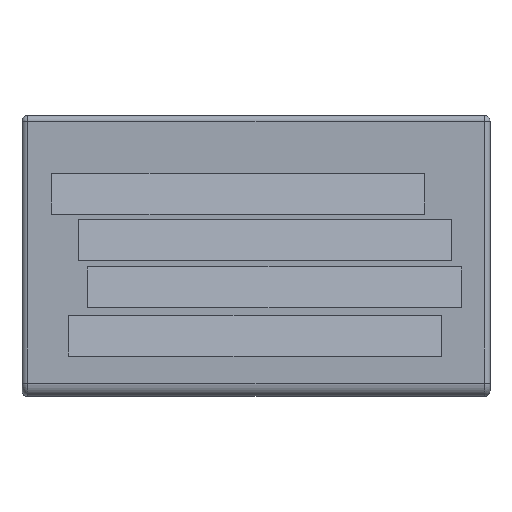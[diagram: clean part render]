
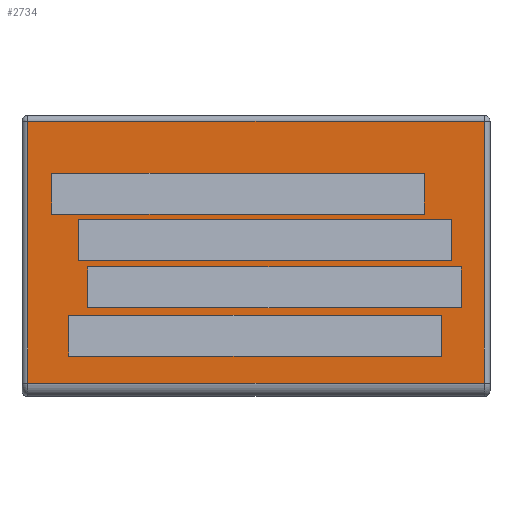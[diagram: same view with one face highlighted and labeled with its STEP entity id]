
A CAD part, top view. The second image highlights one B-rep face of the part: STEP entity #2734.
In plain terms, the highlighted planar face has unit normal (0, 0, 1).
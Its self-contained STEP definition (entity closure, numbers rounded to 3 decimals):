
#57=FACE_BOUND('',#949,.T.);
#58=FACE_BOUND('',#950,.T.);
#59=FACE_BOUND('',#951,.T.);
#60=FACE_BOUND('',#952,.T.);
#114=PLANE('',#2920);
#208=LINE('',#4088,#458);
#217=LINE('',#4123,#467);
#219=LINE('',#4126,#469);
#223=LINE('',#4138,#473);
#225=LINE('',#4143,#475);
#226=LINE('',#4145,#476);
#227=LINE('',#4147,#477);
#228=LINE('',#4148,#478);
#229=LINE('',#4151,#479);
#230=LINE('',#4153,#480);
#231=LINE('',#4155,#481);
#232=LINE('',#4156,#482);
#233=LINE('',#4159,#483);
#234=LINE('',#4161,#484);
#235=LINE('',#4163,#485);
#236=LINE('',#4164,#486);
#237=LINE('',#4167,#487);
#238=LINE('',#4169,#488);
#239=LINE('',#4171,#489);
#240=LINE('',#4172,#490);
#458=VECTOR('',#3222,10.);
#467=VECTOR('',#3261,10.);
#469=VECTOR('',#3265,10.);
#473=VECTOR('',#3279,10.);
#475=VECTOR('',#3283,10.);
#476=VECTOR('',#3284,10.);
#477=VECTOR('',#3285,10.);
#478=VECTOR('',#3286,10.);
#479=VECTOR('',#3287,10.);
#480=VECTOR('',#3288,10.);
#481=VECTOR('',#3289,10.);
#482=VECTOR('',#3290,10.);
#483=VECTOR('',#3291,10.);
#484=VECTOR('',#3292,10.);
#485=VECTOR('',#3293,10.);
#486=VECTOR('',#3294,10.);
#487=VECTOR('',#3295,10.);
#488=VECTOR('',#3296,10.);
#489=VECTOR('',#3297,10.);
#490=VECTOR('',#3298,10.);
#783=FACE_OUTER_BOUND('',#948,.T.);
#948=EDGE_LOOP('',(#1977,#1978,#1979,#1980));
#949=EDGE_LOOP('',(#1981,#1982,#1983,#1984));
#950=EDGE_LOOP('',(#1985,#1986,#1987,#1988));
#951=EDGE_LOOP('',(#1989,#1990,#1991,#1992));
#952=EDGE_LOOP('',(#1993,#1994,#1995,#1996));
#1267=VERTEX_POINT('',#4074);
#1270=VERTEX_POINT('',#4081);
#1278=VERTEX_POINT('',#4110);
#1282=VERTEX_POINT('',#4119);
#1286=VERTEX_POINT('',#4141);
#1287=VERTEX_POINT('',#4142);
#1288=VERTEX_POINT('',#4144);
#1289=VERTEX_POINT('',#4146);
#1290=VERTEX_POINT('',#4149);
#1291=VERTEX_POINT('',#4150);
#1292=VERTEX_POINT('',#4152);
#1293=VERTEX_POINT('',#4154);
#1294=VERTEX_POINT('',#4157);
#1295=VERTEX_POINT('',#4158);
#1296=VERTEX_POINT('',#4160);
#1297=VERTEX_POINT('',#4162);
#1298=VERTEX_POINT('',#4165);
#1299=VERTEX_POINT('',#4166);
#1300=VERTEX_POINT('',#4168);
#1301=VERTEX_POINT('',#4170);
#1533=EDGE_CURVE('',#1267,#1270,#208,.T.);
#1550=EDGE_CURVE('',#1278,#1282,#217,.T.);
#1552=EDGE_CURVE('',#1282,#1267,#219,.T.);
#1558=EDGE_CURVE('',#1270,#1278,#223,.T.);
#1560=EDGE_CURVE('',#1286,#1287,#225,.T.);
#1561=EDGE_CURVE('',#1287,#1288,#226,.T.);
#1562=EDGE_CURVE('',#1288,#1289,#227,.T.);
#1563=EDGE_CURVE('',#1289,#1286,#228,.T.);
#1564=EDGE_CURVE('',#1290,#1291,#229,.T.);
#1565=EDGE_CURVE('',#1291,#1292,#230,.T.);
#1566=EDGE_CURVE('',#1292,#1293,#231,.T.);
#1567=EDGE_CURVE('',#1293,#1290,#232,.T.);
#1568=EDGE_CURVE('',#1294,#1295,#233,.T.);
#1569=EDGE_CURVE('',#1295,#1296,#234,.T.);
#1570=EDGE_CURVE('',#1296,#1297,#235,.T.);
#1571=EDGE_CURVE('',#1297,#1294,#236,.T.);
#1572=EDGE_CURVE('',#1298,#1299,#237,.T.);
#1573=EDGE_CURVE('',#1299,#1300,#238,.T.);
#1574=EDGE_CURVE('',#1300,#1301,#239,.T.);
#1575=EDGE_CURVE('',#1301,#1298,#240,.T.);
#1977=ORIENTED_EDGE('',*,*,#1533,.F.);
#1978=ORIENTED_EDGE('',*,*,#1552,.F.);
#1979=ORIENTED_EDGE('',*,*,#1550,.F.);
#1980=ORIENTED_EDGE('',*,*,#1558,.F.);
#1981=ORIENTED_EDGE('',*,*,#1560,.T.);
#1982=ORIENTED_EDGE('',*,*,#1561,.T.);
#1983=ORIENTED_EDGE('',*,*,#1562,.T.);
#1984=ORIENTED_EDGE('',*,*,#1563,.T.);
#1985=ORIENTED_EDGE('',*,*,#1564,.T.);
#1986=ORIENTED_EDGE('',*,*,#1565,.T.);
#1987=ORIENTED_EDGE('',*,*,#1566,.T.);
#1988=ORIENTED_EDGE('',*,*,#1567,.T.);
#1989=ORIENTED_EDGE('',*,*,#1568,.T.);
#1990=ORIENTED_EDGE('',*,*,#1569,.T.);
#1991=ORIENTED_EDGE('',*,*,#1570,.T.);
#1992=ORIENTED_EDGE('',*,*,#1571,.T.);
#1993=ORIENTED_EDGE('',*,*,#1572,.T.);
#1994=ORIENTED_EDGE('',*,*,#1573,.T.);
#1995=ORIENTED_EDGE('',*,*,#1574,.T.);
#1996=ORIENTED_EDGE('',*,*,#1575,.T.);
#2734=ADVANCED_FACE('',(#783,#57,#58,#59,#60),#114,.T.);
#2920=AXIS2_PLACEMENT_3D('',#4140,#3281,#3282);
#3222=DIRECTION('',(-1.,0.,0.));
#3261=DIRECTION('',(1.,0.,0.));
#3265=DIRECTION('',(0.,-1.,0.));
#3279=DIRECTION('',(0.,1.,0.));
#3281=DIRECTION('center_axis',(0.,0.,1.));
#3282=DIRECTION('ref_axis',(1.,0.,0.));
#3283=DIRECTION('',(-1.,0.,0.));
#3284=DIRECTION('',(0.,1.,0.));
#3285=DIRECTION('',(1.,0.,0.));
#3286=DIRECTION('',(0.,-1.,0.));
#3287=DIRECTION('',(-1.,0.,0.));
#3288=DIRECTION('',(0.,1.,0.));
#3289=DIRECTION('',(1.,0.,0.));
#3290=DIRECTION('',(0.,-1.,0.));
#3291=DIRECTION('',(-1.,0.,0.));
#3292=DIRECTION('',(0.,1.,0.));
#3293=DIRECTION('',(1.,0.,0.));
#3294=DIRECTION('',(0.,-1.,0.));
#3295=DIRECTION('',(-1.,0.,0.));
#3296=DIRECTION('',(0.,1.,0.));
#3297=DIRECTION('',(1.,0.,0.));
#3298=DIRECTION('',(0.,-1.,0.));
#4074=CARTESIAN_POINT('',(268.5,-170.5,11.56));
#4081=CARTESIAN_POINT('',(27.,-170.5,11.56));
#4088=CARTESIAN_POINT('',(268.25,-170.5,11.56));
#4110=CARTESIAN_POINT('',(27.,-32.,11.56));
#4119=CARTESIAN_POINT('',(268.5,-32.,11.56));
#4123=CARTESIAN_POINT('',(144.5,-32.,11.56));
#4126=CARTESIAN_POINT('',(268.5,-100.,11.56));
#4138=CARTESIAN_POINT('',(27.,-174.25,11.56));
#4140=CARTESIAN_POINT('Origin',(265.,-171.,11.56));
#4141=CARTESIAN_POINT('',(236.78,-81.204,11.56));
#4142=CARTESIAN_POINT('',(39.8,-81.204,11.56));
#4143=CARTESIAN_POINT('',(236.78,-81.204,11.56));
#4144=CARTESIAN_POINT('',(39.8,-59.564,11.56));
#4145=CARTESIAN_POINT('',(39.8,-81.204,11.56));
#4146=CARTESIAN_POINT('',(236.78,-59.564,11.56));
#4147=CARTESIAN_POINT('',(39.8,-59.564,11.56));
#4148=CARTESIAN_POINT('',(236.78,-59.564,11.56));
#4149=CARTESIAN_POINT('',(251.36,-105.704,11.56));
#4150=CARTESIAN_POINT('',(53.72,-105.704,11.56));
#4151=CARTESIAN_POINT('',(251.36,-105.704,11.56));
#4152=CARTESIAN_POINT('',(53.72,-84.064,11.56));
#4153=CARTESIAN_POINT('',(53.72,-105.704,11.56));
#4154=CARTESIAN_POINT('',(251.36,-84.064,11.56));
#4155=CARTESIAN_POINT('',(53.72,-84.064,11.56));
#4156=CARTESIAN_POINT('',(251.36,-84.064,11.56));
#4157=CARTESIAN_POINT('',(256.36,-130.704,11.56));
#4158=CARTESIAN_POINT('',(58.72,-130.704,11.56));
#4159=CARTESIAN_POINT('',(256.36,-130.704,11.56));
#4160=CARTESIAN_POINT('',(58.72,-109.064,11.56));
#4161=CARTESIAN_POINT('',(58.72,-130.704,11.56));
#4162=CARTESIAN_POINT('',(256.36,-109.064,11.56));
#4163=CARTESIAN_POINT('',(58.72,-109.064,11.56));
#4164=CARTESIAN_POINT('',(256.36,-109.064,11.56));
#4165=CARTESIAN_POINT('',(245.86,-156.204,11.56));
#4166=CARTESIAN_POINT('',(48.64,-156.204,11.56));
#4167=CARTESIAN_POINT('',(245.86,-156.204,11.56));
#4168=CARTESIAN_POINT('',(48.64,-134.564,11.56));
#4169=CARTESIAN_POINT('',(48.64,-156.204,11.56));
#4170=CARTESIAN_POINT('',(245.86,-134.564,11.56));
#4171=CARTESIAN_POINT('',(48.64,-134.564,11.56));
#4172=CARTESIAN_POINT('',(245.86,-134.564,11.56));
